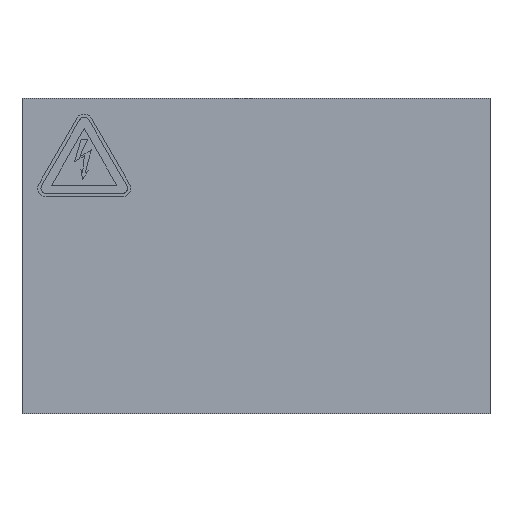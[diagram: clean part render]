
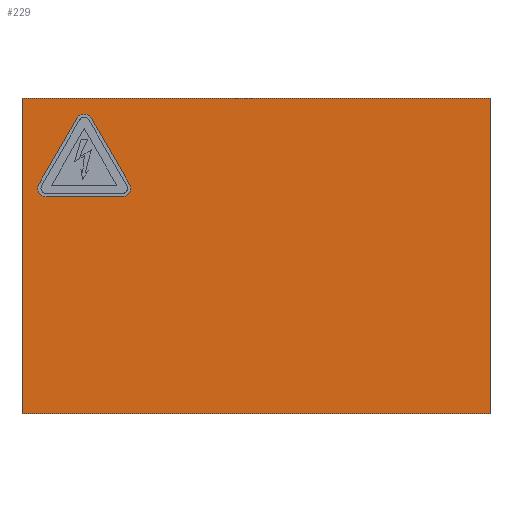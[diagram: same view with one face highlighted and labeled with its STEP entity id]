
A CAD part, top view. The second image highlights one B-rep face of the part: STEP entity #229.
In plain terms, the highlighted planar face has unit normal (0, 0, 1).
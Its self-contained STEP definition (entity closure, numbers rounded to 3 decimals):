
#171=AXIS2_PLACEMENT_3D('Plane Axis2P3D',#168,#169,#170) ;
#181=AXIS2_PLACEMENT_3D('Circle Axis2P3D',#179,#180,$) ;
#197=AXIS2_PLACEMENT_3D('Circle Axis2P3D',#195,#196,$) ;
#211=AXIS2_PLACEMENT_3D('Circle Axis2P3D',#209,#210,$) ;
#43=CARTESIAN_POINT('Vertex',(0.,60.,0.05)) ;
#57=CARTESIAN_POINT('Vertex',(0.,0.,0.05)) ;
#60=CARTESIAN_POINT('Line Origine',(0.,30.,0.05)) ;
#88=CARTESIAN_POINT('Vertex',(89.,0.,0.05)) ;
#91=CARTESIAN_POINT('Line Origine',(44.5,0.,0.05)) ;
#119=CARTESIAN_POINT('Vertex',(89.,60.,0.05)) ;
#122=CARTESIAN_POINT('Line Origine',(89.,30.,0.05)) ;
#144=CARTESIAN_POINT('Line Origine',(44.5,60.,0.05)) ;
#168=CARTESIAN_POINT('Axis2P3D Location',(44.5,30.,0.05)) ;
#179=CARTESIAN_POINT('Axis2P3D Location',(19.057,42.879,0.05)) ;
#183=CARTESIAN_POINT('Vertex',(19.057,41.279,0.05)) ;
#185=CARTESIAN_POINT('Vertex',(20.443,43.679,0.05)) ;
#188=CARTESIAN_POINT('Line Origine',(11.829,41.279,0.05)) ;
#192=CARTESIAN_POINT('Vertex',(4.6,41.279,0.05)) ;
#195=CARTESIAN_POINT('Axis2P3D Location',(4.6,42.879,0.05)) ;
#199=CARTESIAN_POINT('Vertex',(3.214,43.679,0.05)) ;
#202=CARTESIAN_POINT('Line Origine',(6.829,49.94,0.05)) ;
#206=CARTESIAN_POINT('Vertex',(10.443,56.2,0.05)) ;
#209=CARTESIAN_POINT('Axis2P3D Location',(11.829,55.4,0.05)) ;
#213=CARTESIAN_POINT('Vertex',(13.214,56.2,0.05)) ;
#216=CARTESIAN_POINT('Line Origine',(16.829,49.94,0.05)) ;
#61=DIRECTION('Vector Direction',(0.,-1.,0.)) ;
#92=DIRECTION('Vector Direction',(-1.,0.,0.)) ;
#123=DIRECTION('Vector Direction',(0.,1.,0.)) ;
#145=DIRECTION('Vector Direction',(1.,0.,0.)) ;
#169=DIRECTION('Axis2P3D Direction',(0.,0.,1.)) ;
#170=DIRECTION('Axis2P3D XDirection',(1.,0.,0.)) ;
#180=DIRECTION('Axis2P3D Direction',(0.,0.,1.)) ;
#189=DIRECTION('Vector Direction',(1.,0.,0.)) ;
#196=DIRECTION('Axis2P3D Direction',(0.,0.,1.)) ;
#203=DIRECTION('Vector Direction',(-0.5,-0.866,0.)) ;
#210=DIRECTION('Axis2P3D Direction',(0.,0.,1.)) ;
#217=DIRECTION('Vector Direction',(-0.5,0.866,0.)) ;
#62=VECTOR('Line Direction',#61,1.) ;
#93=VECTOR('Line Direction',#92,1.) ;
#124=VECTOR('Line Direction',#123,1.) ;
#146=VECTOR('Line Direction',#145,1.) ;
#190=VECTOR('Line Direction',#189,1.) ;
#204=VECTOR('Line Direction',#203,1.) ;
#218=VECTOR('Line Direction',#217,1.) ;
#174=ORIENTED_EDGE('',*,*,#64,.T.) ;
#175=ORIENTED_EDGE('',*,*,#95,.T.) ;
#176=ORIENTED_EDGE('',*,*,#126,.T.) ;
#177=ORIENTED_EDGE('',*,*,#148,.T.) ;
#222=ORIENTED_EDGE('',*,*,#187,.F.) ;
#223=ORIENTED_EDGE('',*,*,#194,.F.) ;
#224=ORIENTED_EDGE('',*,*,#201,.F.) ;
#225=ORIENTED_EDGE('',*,*,#208,.F.) ;
#226=ORIENTED_EDGE('',*,*,#215,.F.) ;
#227=ORIENTED_EDGE('',*,*,#220,.F.) ;
#228=FACE_BOUND('',#221,.T.) ;
#229=ADVANCED_FACE('S3D positioniert',(#178,#228),#172,.T.) ;
#182=CIRCLE('generated circle',#181,1.6) ;
#198=CIRCLE('generated circle',#197,1.6) ;
#212=CIRCLE('generated circle',#211,1.6) ;
#64=EDGE_CURVE('',#44,#58,#63,.T.) ;
#95=EDGE_CURVE('',#58,#89,#94,.F.) ;
#126=EDGE_CURVE('',#89,#120,#125,.T.) ;
#148=EDGE_CURVE('',#120,#44,#147,.F.) ;
#187=EDGE_CURVE('',#184,#186,#182,.T.) ;
#194=EDGE_CURVE('',#193,#184,#191,.T.) ;
#201=EDGE_CURVE('',#200,#193,#198,.T.) ;
#208=EDGE_CURVE('',#207,#200,#205,.T.) ;
#215=EDGE_CURVE('',#214,#207,#212,.T.) ;
#220=EDGE_CURVE('',#186,#214,#219,.T.) ;
#173=EDGE_LOOP('',(#174,#175,#176,#177)) ;
#221=EDGE_LOOP('',(#222,#223,#224,#225,#226,#227)) ;
#178=FACE_OUTER_BOUND('',#173,.T.) ;
#63=LINE('Line',#60,#62) ;
#94=LINE('Line',#91,#93) ;
#125=LINE('Line',#122,#124) ;
#147=LINE('Line',#144,#146) ;
#191=LINE('Line',#188,#190) ;
#205=LINE('Line',#202,#204) ;
#219=LINE('Line',#216,#218) ;
#172=PLANE('',#171) ;
#44=VERTEX_POINT('',#43) ;
#58=VERTEX_POINT('',#57) ;
#89=VERTEX_POINT('',#88) ;
#120=VERTEX_POINT('',#119) ;
#184=VERTEX_POINT('',#183) ;
#186=VERTEX_POINT('',#185) ;
#193=VERTEX_POINT('',#192) ;
#200=VERTEX_POINT('',#199) ;
#207=VERTEX_POINT('',#206) ;
#214=VERTEX_POINT('',#213) ;
